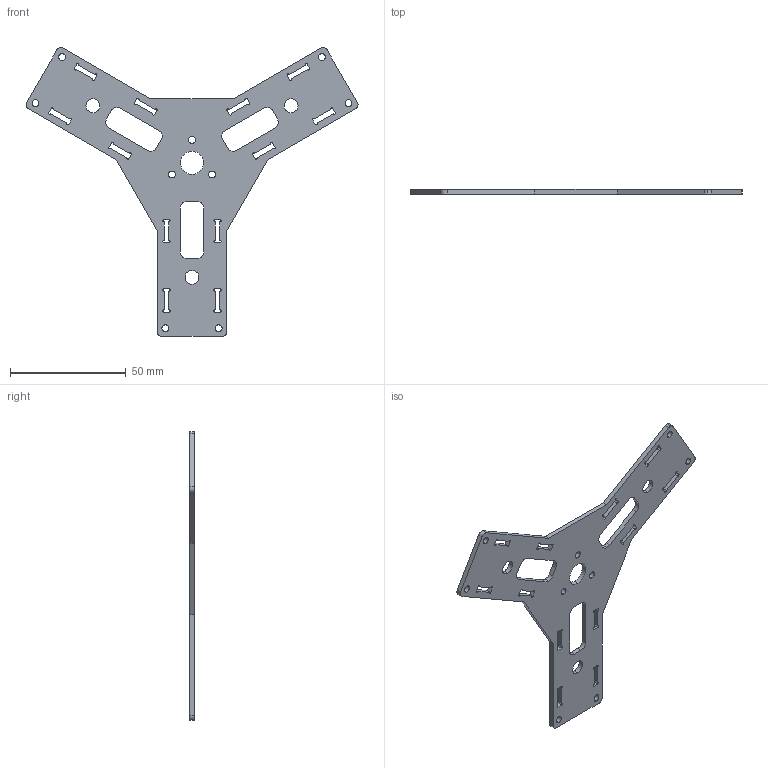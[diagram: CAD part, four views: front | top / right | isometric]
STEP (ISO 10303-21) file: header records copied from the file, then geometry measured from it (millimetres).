
FILE_DESCRIPTION (( 'STEP AP214' ), '1' );
FILE_NAME ('CFplate-bodytop v2.STEP', '2024-05-09T04:26:12', ( '' ), ( '' ), 'SwSTEP 2.0', 'SolidWorks 2023', '' );
FILE_SCHEMA (( 'AUTOMOTIVE_DESIGN' ));
Length unit declared in the file: millimetre
Products named in the file (1): CFplate-bodytop v2
Bounding box: 143.54 x 2.1 x 124.84 mm (x, y, z)
Volume: 12006.2 mm3; surface area: 13853.2 mm2
Topology: 1 solids, 1 shells, 185 faces, 549 edges, 366 vertices
Faces by surface type: cylinder 111, plane 74
Entity records: 6420 total; most frequent: DIRECTION 1143, CARTESIAN_POINT 1101, ORIENTED_EDGE 1098, EDGE_CURVE 549, AXIS2_PLACEMENT_3D 408, VERTEX_POINT 366, LINE 327, VECTOR 327
